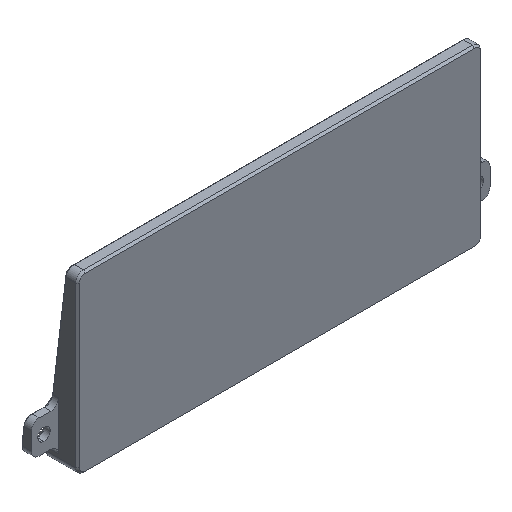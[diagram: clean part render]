
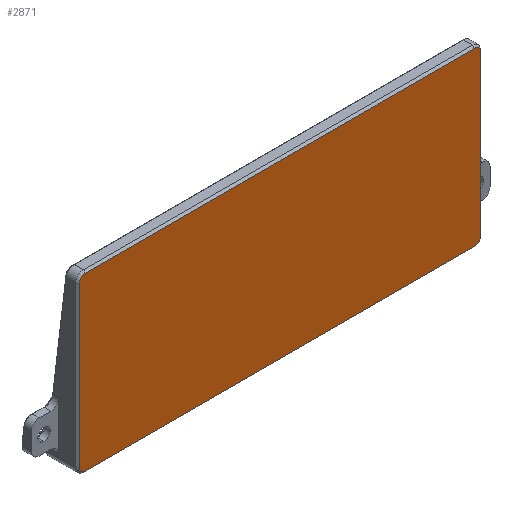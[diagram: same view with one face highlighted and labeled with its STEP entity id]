
A CAD part, isometric view. The second image highlights one B-rep face of the part: STEP entity #2871.
In plain terms, the highlighted planar face has unit normal (0, -1, 0).
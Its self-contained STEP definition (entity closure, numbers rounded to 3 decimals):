
#10 = ORIENTED_EDGE ( 'NONE', *, *, #2924, .T. ) ;
#64 = ORIENTED_EDGE ( 'NONE', *, *, #2292, .T. ) ;
#74 = CARTESIAN_POINT ( 'NONE',  ( 0.5, 0., -2. ) ) ;
#165 = CARTESIAN_POINT ( 'NONE',  ( 2., 0., -0.5 ) ) ;
#193 = DIRECTION ( 'NONE',  ( 0., -1., 0. ) ) ;
#205 = CARTESIAN_POINT ( 'NONE',  ( 103.3, 0., -0.5 ) ) ;
#217 = LINE ( 'NONE', #2745, #1570 ) ;
#234 = VECTOR ( 'NONE', #1792, 1000. ) ;
#258 = DIRECTION ( 'NONE',  ( 0., -1., 0. ) ) ;
#272 = CARTESIAN_POINT ( 'NONE',  ( 0.5, 0., -43.6 ) ) ;
#343 = CIRCLE ( 'NONE', #1463, 1.5 ) ;
#364 = DIRECTION ( 'NONE',  ( 0., 0., 1. ) ) ;
#448 = DIRECTION ( 'NONE',  ( 0., -1., 0. ) ) ;
#460 = CARTESIAN_POINT ( 'NONE',  ( 0.5, 0., -43.6 ) ) ;
#480 = DIRECTION ( 'NONE',  ( 0., 0., -1. ) ) ;
#576 = CARTESIAN_POINT ( 'NONE',  ( 104.8, 0., -2. ) ) ;
#616 = ORIENTED_EDGE ( 'NONE', *, *, #2902, .T. ) ;
#703 = DIRECTION ( 'NONE',  ( 0., 0., -1. ) ) ;
#715 = CIRCLE ( 'NONE', #2579, 1.5 ) ;
#720 = DIRECTION ( 'NONE',  ( 1., 0., 0. ) ) ;
#730 = CARTESIAN_POINT ( 'NONE',  ( 103.3, 0., -43.6 ) ) ;
#778 = LINE ( 'NONE', #272, #234 ) ;
#800 = ORIENTED_EDGE ( 'NONE', *, *, #2849, .T. ) ;
#830 = VERTEX_POINT ( 'NONE', #74 ) ;
#831 = EDGE_CURVE ( 'NONE', #3158, #1334, #1513, .T. ) ;
#966 = LINE ( 'NONE', #3005, #2471 ) ;
#981 = VERTEX_POINT ( 'NONE', #2896 ) ;
#1086 = AXIS2_PLACEMENT_3D ( 'NONE', #2542, #258, #2853 ) ;
#1115 = LINE ( 'NONE', #2907, #1885 ) ;
#1168 = VERTEX_POINT ( 'NONE', #165 ) ;
#1212 = DIRECTION ( 'NONE',  ( 0., 0., -1. ) ) ;
#1225 = ORIENTED_EDGE ( 'NONE', *, *, #2123, .T. ) ;
#1334 = VERTEX_POINT ( 'NONE', #2609 ) ;
#1463 = AXIS2_PLACEMENT_3D ( 'NONE', #1500, #448, #703 ) ;
#1490 = DIRECTION ( 'NONE',  ( -1., 0., 0. ) ) ;
#1500 = CARTESIAN_POINT ( 'NONE',  ( 2., 0., -2. ) ) ;
#1513 = CIRCLE ( 'NONE', #1086, 1.5 ) ;
#1570 = VECTOR ( 'NONE', #1490, 1000. ) ;
#1596 = ORIENTED_EDGE ( 'NONE', *, *, #831, .T. ) ;
#1687 = ORIENTED_EDGE ( 'NONE', *, *, #2970, .T. ) ;
#1779 = DIRECTION ( 'NONE',  ( 0., -1., 0. ) ) ;
#1792 = DIRECTION ( 'NONE',  ( 0., 0., -1. ) ) ;
#1885 = VECTOR ( 'NONE', #364, 1000. ) ;
#1932 = PLANE ( 'NONE',  #3179 ) ;
#1939 = CIRCLE ( 'NONE', #2371, 1.5 ) ;
#1951 = DIRECTION ( 'NONE',  ( 0., -1., 0. ) ) ;
#1981 = CARTESIAN_POINT ( 'NONE',  ( 103.3, 0., -2. ) ) ;
#1992 = EDGE_LOOP ( 'NONE', ( #2840, #800, #10, #1225, #616, #64, #1596, #1687 ) ) ;
#1999 = CARTESIAN_POINT ( 'NONE',  ( 0., 0., 0. ) ) ;
#2123 = EDGE_CURVE ( 'NONE', #2417, #1168, #217, .T. ) ;
#2287 = VERTEX_POINT ( 'NONE', #2294 ) ;
#2292 = EDGE_CURVE ( 'NONE', #830, #3158, #778, .T. ) ;
#2294 = CARTESIAN_POINT ( 'NONE',  ( 103.3, 0., -45.1 ) ) ;
#2371 = AXIS2_PLACEMENT_3D ( 'NONE', #1981, #1951, #1212 ) ;
#2417 = VERTEX_POINT ( 'NONE', #205 ) ;
#2468 = EDGE_CURVE ( 'NONE', #2287, #981, #715, .T. ) ;
#2471 = VECTOR ( 'NONE', #720, 1000. ) ;
#2483 = FACE_OUTER_BOUND ( 'NONE', #1992, .T. ) ;
#2542 = CARTESIAN_POINT ( 'NONE',  ( 2., 0., -43.6 ) ) ;
#2559 = DIRECTION ( 'NONE',  ( 0., 0., -1. ) ) ;
#2579 = AXIS2_PLACEMENT_3D ( 'NONE', #730, #1779, #2559 ) ;
#2609 = CARTESIAN_POINT ( 'NONE',  ( 2., 0., -45.1 ) ) ;
#2730 = VERTEX_POINT ( 'NONE', #576 ) ;
#2745 = CARTESIAN_POINT ( 'NONE',  ( 2., 0., -0.5 ) ) ;
#2840 = ORIENTED_EDGE ( 'NONE', *, *, #2468, .T. ) ;
#2849 = EDGE_CURVE ( 'NONE', #981, #2730, #1115, .T. ) ;
#2853 = DIRECTION ( 'NONE',  ( 0., 0., -1. ) ) ;
#2871 = ADVANCED_FACE ( 'NONE', ( #2483 ), #1932, .T. ) ;
#2896 = CARTESIAN_POINT ( 'NONE',  ( 104.8, 0., -43.6 ) ) ;
#2902 = EDGE_CURVE ( 'NONE', #1168, #830, #343, .T. ) ;
#2907 = CARTESIAN_POINT ( 'NONE',  ( 104.8, 0., -2. ) ) ;
#2924 = EDGE_CURVE ( 'NONE', #2730, #2417, #1939, .T. ) ;
#2970 = EDGE_CURVE ( 'NONE', #1334, #2287, #966, .T. ) ;
#3005 = CARTESIAN_POINT ( 'NONE',  ( 103.3, 0., -45.1 ) ) ;
#3158 = VERTEX_POINT ( 'NONE', #460 ) ;
#3179 = AXIS2_PLACEMENT_3D ( 'NONE', #1999, #193, #480 ) ;
